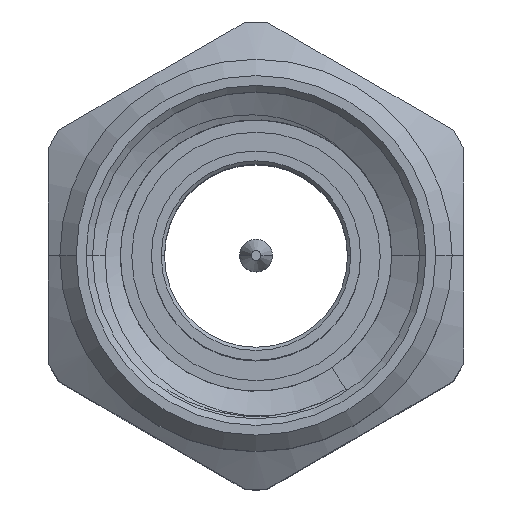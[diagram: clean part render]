
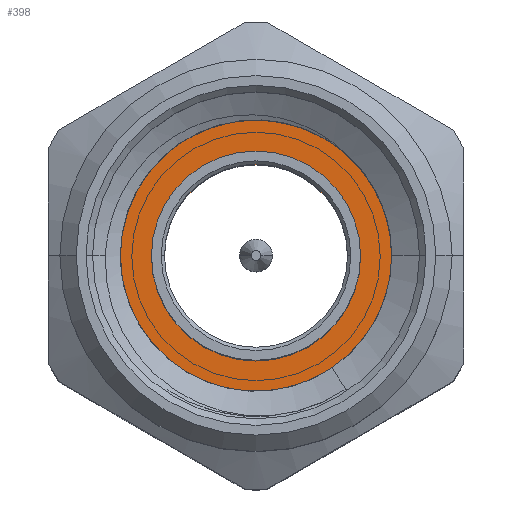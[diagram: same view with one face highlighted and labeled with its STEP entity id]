
A CAD part, top view. The second image highlights one B-rep face of the part: STEP entity #398.
In plain terms, the highlighted planar face has unit normal (0, 0, -1).
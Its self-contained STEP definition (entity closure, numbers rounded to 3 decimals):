
#65 = CARTESIAN_POINT ( 'NONE',  ( 0., 0., 6. ) ) ;
#111 = AXIS2_PLACEMENT_3D ( 'NONE', #65, #300, #2333 ) ;
#226 = CIRCLE ( 'NONE', #111, 2.35 ) ;
#257 = CARTESIAN_POINT ( 'NONE',  ( 0., 0., 6. ) ) ;
#260 = FACE_OUTER_BOUND ( 'NONE', #1084, .T. ) ;
#296 = DIRECTION ( 'NONE',  ( -1., 0., 0. ) ) ;
#300 = DIRECTION ( 'NONE',  ( 0., 0., -1. ) ) ;
#328 = CARTESIAN_POINT ( 'NONE',  ( -2.35, 0., 6. ) ) ;
#398 = ADVANCED_FACE ( 'NONE', ( #650, #260 ), #1043, .T. ) ;
#405 = ORIENTED_EDGE ( 'NONE', *, *, #1636, .T. ) ;
#540 = AXIS2_PLACEMENT_3D ( 'NONE', #2140, #826, #1761 ) ;
#650 = FACE_BOUND ( 'NONE', #1760, .T. ) ;
#709 = VERTEX_POINT ( 'NONE', #1722 ) ;
#731 = CARTESIAN_POINT ( 'NONE',  ( 0., 0., 6. ) ) ;
#748 = AXIS2_PLACEMENT_3D ( 'NONE', #731, #1287, #1065 ) ;
#826 = DIRECTION ( 'NONE',  ( 0., 0., -1. ) ) ;
#860 = ORIENTED_EDGE ( 'NONE', *, *, #1097, .T. ) ;
#870 = DIRECTION ( 'NONE',  ( -1., 0., 0. ) ) ;
#1043 = PLANE ( 'NONE',  #540 ) ;
#1065 = DIRECTION ( 'NONE',  ( -1., 0., 0. ) ) ;
#1084 = EDGE_LOOP ( 'NONE', ( #860, #405 ) ) ;
#1097 = EDGE_CURVE ( 'NONE', #1366, #1749, #226, .T. ) ;
#1149 = EDGE_CURVE ( 'NONE', #709, #2176, #1925, .T. ) ;
#1185 = AXIS2_PLACEMENT_3D ( 'NONE', #2346, #1993, #870 ) ;
#1186 = AXIS2_PLACEMENT_3D ( 'NONE', #257, #1440, #296 ) ;
#1190 = CARTESIAN_POINT ( 'NONE',  ( 2.35, 0., 6. ) ) ;
#1287 = DIRECTION ( 'NONE',  ( 0., 0., 1. ) ) ;
#1366 = VERTEX_POINT ( 'NONE', #1190 ) ;
#1440 = DIRECTION ( 'NONE',  ( 0., 0., -1. ) ) ;
#1572 = ORIENTED_EDGE ( 'NONE', *, *, #1691, .T. ) ;
#1636 = EDGE_CURVE ( 'NONE', #1749, #1366, #2390, .T. ) ;
#1691 = EDGE_CURVE ( 'NONE', #2176, #709, #1817, .T. ) ;
#1722 = CARTESIAN_POINT ( 'NONE',  ( 1.4, 0., 6. ) ) ;
#1749 = VERTEX_POINT ( 'NONE', #328 ) ;
#1760 = EDGE_LOOP ( 'NONE', ( #1572, #2418 ) ) ;
#1761 = DIRECTION ( 'NONE',  ( -1., 0., 0. ) ) ;
#1817 = CIRCLE ( 'NONE', #748, 1.4 ) ;
#1925 = CIRCLE ( 'NONE', #1185, 1.4 ) ;
#1993 = DIRECTION ( 'NONE',  ( 0., 0., 1. ) ) ;
#2059 = CARTESIAN_POINT ( 'NONE',  ( -1.4, 0., 6. ) ) ;
#2140 = CARTESIAN_POINT ( 'NONE',  ( 0., 1.3, 6. ) ) ;
#2176 = VERTEX_POINT ( 'NONE', #2059 ) ;
#2333 = DIRECTION ( 'NONE',  ( -1., 0., 0. ) ) ;
#2346 = CARTESIAN_POINT ( 'NONE',  ( 0., 0., 6. ) ) ;
#2390 = CIRCLE ( 'NONE', #1186, 2.35 ) ;
#2418 = ORIENTED_EDGE ( 'NONE', *, *, #1149, .T. ) ;
